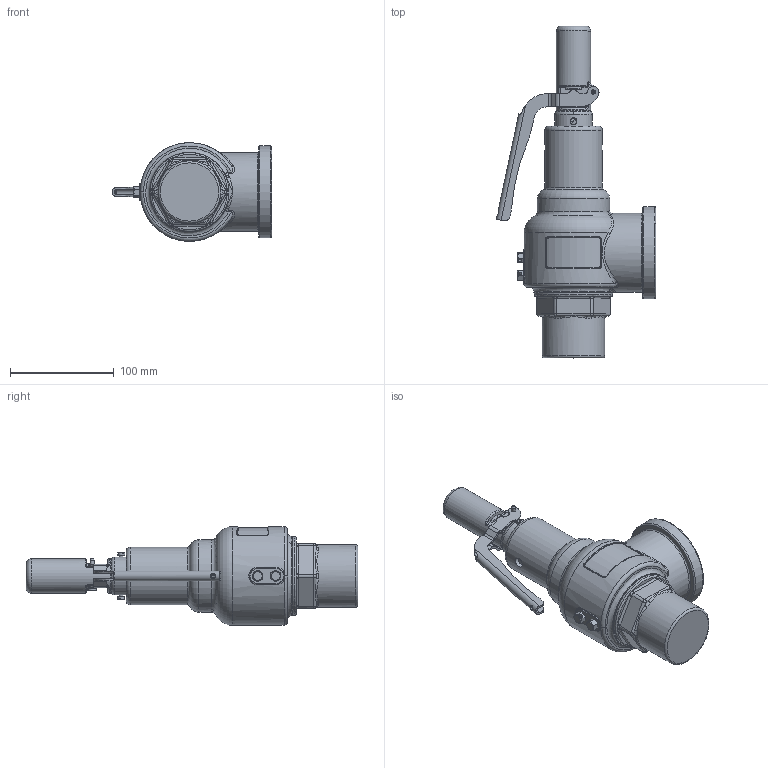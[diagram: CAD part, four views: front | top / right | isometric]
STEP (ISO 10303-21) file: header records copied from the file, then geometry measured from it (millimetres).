
FILE_DESCRIPTION(/* description */ ('STEP AP214'),/* implementation_level */ '2;1');
FILE_NAME(/* name */ 'Pressure Relief Valve_02.0 (50)_950.stp',/* time_stamp */ '2020-05-13T12:20:03+06:00',/* author */ ('VJadhav'),/* organization */ (''),/* preprocessor_version */ 'ST-DEVELOPER v17.2',/* originating_system */ 'Autodesk Inventor 2019',/* authorisation */ '');
FILE_SCHEMA (('AUTOMOTIVE_DESIGN { 1 0 10303 214 3 1 1 }'));
Length unit declared in the file: inch
Products named in the file (1): Pressure Relief Valve_02.0 (50)_950
Bounding box: 153.93 x 320.69 x 95.25 mm (x, y, z)
Volume: 1120354.1 mm3; surface area: 101116.3 mm2
Topology: 1 solids, 1 shells, 352 faces, 924 edges, 589 vertices
Faces by surface type: cylinder 111, bspline 89, plane 88, torus 52, cone 8, sphere 4
Full cylindrical faces by diameter (mm): 1.651 x2, 1.702 x1, 2.769 x2, 3.969 x2, 4.089 x2, 4.14 x2, 6.604 x2, 7.938 x1, 9.525 x2, 33.02 x1, 36.576 x1, 55.562 x1, 60.325 x1, 69.85 x1, 73.025 x1, 76.2 x2, 88.9 x1
Entity records: 19104 total; most frequent: CARTESIAN_POINT 10705, ORIENTED_EDGE 1848, DIRECTION 1675, EDGE_CURVE 924, AXIS2_PLACEMENT_3D 698, VERTEX_POINT 589, CIRCLE 430, EDGE_LOOP 385
